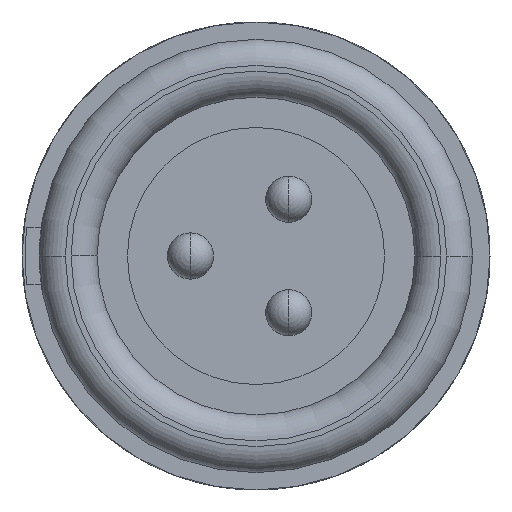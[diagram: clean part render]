
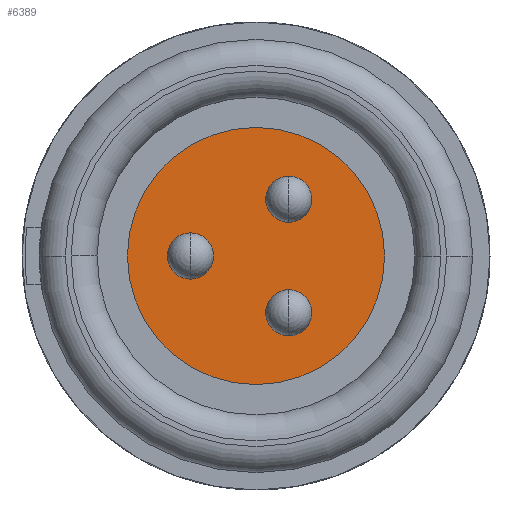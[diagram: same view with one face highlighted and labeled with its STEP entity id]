
A CAD part, left-side view. The second image highlights one B-rep face of the part: STEP entity #6389.
In plain terms, the highlighted planar face has unit normal (-1, 0, 0).
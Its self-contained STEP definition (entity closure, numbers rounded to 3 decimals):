
#2327=CARTESIAN_POINT('',(-2.5,0.,0.));
#2328=DIRECTION('',(-1.,0.,0.));
#2329=DIRECTION('',(0.,1.,0.));
#2330=AXIS2_PLACEMENT_3D('',#2327,#2328,#2329);
#2345=CARTESIAN_POINT('',(-2.5,0.,0.));
#2346=DIRECTION('',(-1.,0.,0.));
#2347=DIRECTION('',(0.,-1.,0.));
#2348=AXIS2_PLACEMENT_3D('',#2345,#2346,#2347);
#3078=CARTESIAN_POINT('',(-2.5,-1.135,1.966));
#3079=DIRECTION('',(-1.,0.,0.));
#3080=DIRECTION('',(0.,0.,1.));
#3081=AXIS2_PLACEMENT_3D('',#3078,#3079,#3080);
#3083=CARTESIAN_POINT('',(-2.5,-1.135,1.966));
#3084=DIRECTION('',(-1.,0.,0.));
#3085=DIRECTION('',(0.,0.,-1.));
#3086=AXIS2_PLACEMENT_3D('',#3083,#3084,#3085);
#3088=CARTESIAN_POINT('',(-2.5,2.27,0.));
#3089=DIRECTION('',(-1.,0.,0.));
#3090=DIRECTION('',(0.,0.,1.));
#3091=AXIS2_PLACEMENT_3D('',#3088,#3089,#3090);
#3093=CARTESIAN_POINT('',(-2.5,2.27,0.));
#3094=DIRECTION('',(-1.,0.,0.));
#3095=DIRECTION('',(0.,0.,-1.));
#3096=AXIS2_PLACEMENT_3D('',#3093,#3094,#3095);
#3098=CARTESIAN_POINT('',(-2.5,-1.135,-1.966));
#3099=DIRECTION('',(-1.,0.,0.));
#3100=DIRECTION('',(0.,0.,1.));
#3101=AXIS2_PLACEMENT_3D('',#3098,#3099,#3100);
#3103=CARTESIAN_POINT('',(-2.5,-1.135,-1.966));
#3104=DIRECTION('',(-1.,0.,0.));
#3105=DIRECTION('',(0.,0.,-1.));
#3106=AXIS2_PLACEMENT_3D('',#3103,#3104,#3105);
#4154=CARTESIAN_POINT('',(-2.5,-1.135,2.766));
#4155=CARTESIAN_POINT('',(-2.5,-1.135,1.166));
#4156=VERTEX_POINT('',#4154);
#4157=VERTEX_POINT('',#4155);
#4158=CARTESIAN_POINT('',(-2.5,2.27,0.8));
#4159=CARTESIAN_POINT('',(-2.5,2.27,-0.8));
#4160=VERTEX_POINT('',#4158);
#4161=VERTEX_POINT('',#4159);
#4162=CARTESIAN_POINT('',(-2.5,-1.135,-1.166));
#4163=CARTESIAN_POINT('',(-2.5,-1.135,-2.766));
#4164=VERTEX_POINT('',#4162);
#4165=VERTEX_POINT('',#4163);
#4318=CARTESIAN_POINT('',(-2.5,-4.45,0.));
#4319=CARTESIAN_POINT('',(-2.5,4.45,0.));
#4320=VERTEX_POINT('',#4318);
#4321=VERTEX_POINT('',#4319);
#6362=CARTESIAN_POINT('',(-2.5,0.,0.));
#6363=DIRECTION('',(1.,0.,0.));
#6364=DIRECTION('',(0.,0.,-1.));
#6365=AXIS2_PLACEMENT_3D('',#6362,#6363,#6364);
#6366=PLANE('',#6365);
#6367=ORIENTED_EDGE('',*,*,#5311,.F.);
#6368=ORIENTED_EDGE('',*,*,#5282,.F.);
#6369=EDGE_LOOP('',(#6367,#6368));
#6370=FACE_OUTER_BOUND('',#6369,.F.);
#6372=ORIENTED_EDGE('',*,*,#6371,.T.);
#6374=ORIENTED_EDGE('',*,*,#6373,.T.);
#6375=EDGE_LOOP('',(#6372,#6374));
#6376=FACE_BOUND('',#6375,.F.);
#6378=ORIENTED_EDGE('',*,*,#6377,.T.);
#6380=ORIENTED_EDGE('',*,*,#6379,.T.);
#6381=EDGE_LOOP('',(#6378,#6380));
#6382=FACE_BOUND('',#6381,.F.);
#6384=ORIENTED_EDGE('',*,*,#6383,.T.);
#6386=ORIENTED_EDGE('',*,*,#6385,.T.);
#6387=EDGE_LOOP('',(#6384,#6386));
#6388=FACE_BOUND('',#6387,.F.);
#6389=ADVANCED_FACE('',(#6370,#6376,#6382,#6388),#6366,.F.);
#2331=CIRCLE('',#2330,4.45);
#2349=CIRCLE('',#2348,4.45);
#3082=CIRCLE('',#3081,0.8);
#3087=CIRCLE('',#3086,0.8);
#3092=CIRCLE('',#3091,0.8);
#3097=CIRCLE('',#3096,0.8);
#3102=CIRCLE('',#3101,0.8);
#3107=CIRCLE('',#3106,0.8);
#5282=EDGE_CURVE('',#4321,#4320,#2331,.T.);
#5311=EDGE_CURVE('',#4320,#4321,#2349,.T.);
#6371=EDGE_CURVE('',#4156,#4157,#3082,.T.);
#6373=EDGE_CURVE('',#4157,#4156,#3087,.T.);
#6377=EDGE_CURVE('',#4160,#4161,#3092,.T.);
#6379=EDGE_CURVE('',#4161,#4160,#3097,.T.);
#6383=EDGE_CURVE('',#4164,#4165,#3102,.T.);
#6385=EDGE_CURVE('',#4165,#4164,#3107,.T.);
